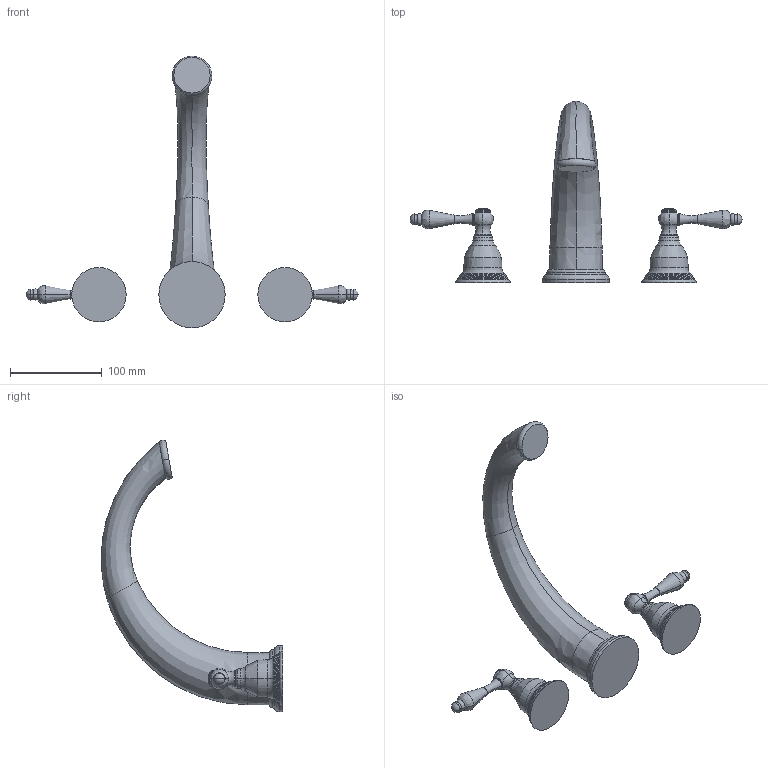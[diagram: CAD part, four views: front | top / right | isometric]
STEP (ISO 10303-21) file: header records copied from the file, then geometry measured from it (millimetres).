
FILE_DESCRIPTION((''),'2;1');
FILE_NAME('3-856C','2021-03-16T09:36:27',('jinson.thomas'),(''),'CREO PARAMETRIC BY PTC INC, 2018400','CREO PARAMETRIC BY PTC INC, 2018400','');
FILE_SCHEMA(('CONFIG_CONTROL_DESIGN'));
Length unit declared in the file: inch
Products named in the file (1): 3-856C
Bounding box: 362.56 x 198.07 x 296.66 mm (x, y, z)
Volume: 758259.2 mm3; surface area: 88403.1 mm2
Topology: 3 solids, 3 shells, 162 faces, 325 edges, 177 vertices
Faces by surface type: torus 68, cylinder 28, bspline 26, plane 20, cone 16, sphere 4
Entity records: 5257 total; most frequent: CARTESIAN_POINT 1834, DIRECTION 823, ORIENTED_EDGE 642, AXIS2_PLACEMENT_3D 388, EDGE_CURVE 321, CIRCLE 252, VERTEX_POINT 177, EDGE_LOOP 174
